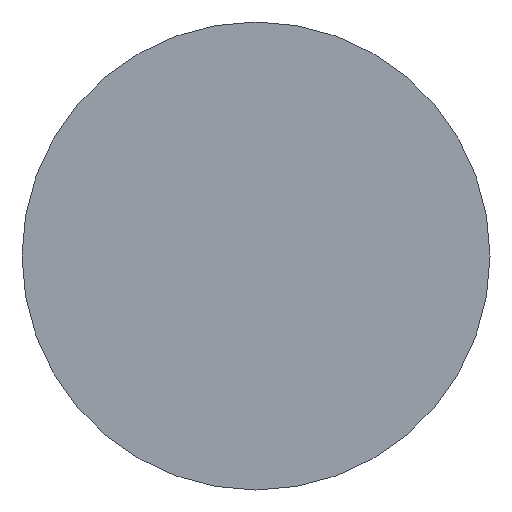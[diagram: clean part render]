
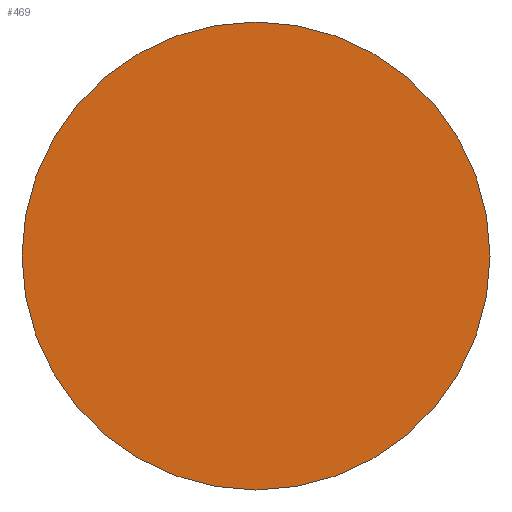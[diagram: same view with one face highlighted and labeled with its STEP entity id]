
A CAD part, front view. The second image highlights one B-rep face of the part: STEP entity #469.
In plain terms, the highlighted planar face has unit normal (0, -1, 0).
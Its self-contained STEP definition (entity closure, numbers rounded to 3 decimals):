
#27=PLANE('',#564);
#52=FACE_OUTER_BOUND('',#77,.T.);
#77=EDGE_LOOP('',(#414,#415));
#170=CIRCLE('',#562,17.5);
#171=CIRCLE('',#563,17.5);
#219=VERTEX_POINT('',#878);
#220=VERTEX_POINT('',#879);
#289=EDGE_CURVE('',#219,#220,#170,.T.);
#290=EDGE_CURVE('',#220,#219,#171,.T.);
#414=ORIENTED_EDGE('',*,*,#289,.T.);
#415=ORIENTED_EDGE('',*,*,#290,.T.);
#469=ADVANCED_FACE('',(#52),#27,.T.);
#562=AXIS2_PLACEMENT_3D('',#880,#730,#731);
#563=AXIS2_PLACEMENT_3D('',#881,#732,#733);
#564=AXIS2_PLACEMENT_3D('',#883,#735,#736);
#730=DIRECTION('center_axis',(0.,-1.,0.));
#731=DIRECTION('ref_axis',(1.,0.,0.));
#732=DIRECTION('center_axis',(0.,-1.,0.));
#733=DIRECTION('ref_axis',(1.,0.,0.));
#735=DIRECTION('center_axis',(0.,-1.,0.));
#736=DIRECTION('ref_axis',(0.,0.,-1.));
#878=CARTESIAN_POINT('',(17.5,0.,0.));
#879=CARTESIAN_POINT('',(-17.5,0.,0.));
#880=CARTESIAN_POINT('Origin',(0.,0.,0.));
#881=CARTESIAN_POINT('Origin',(0.,0.,0.));
#883=CARTESIAN_POINT('Origin',(0.,0.,0.));
